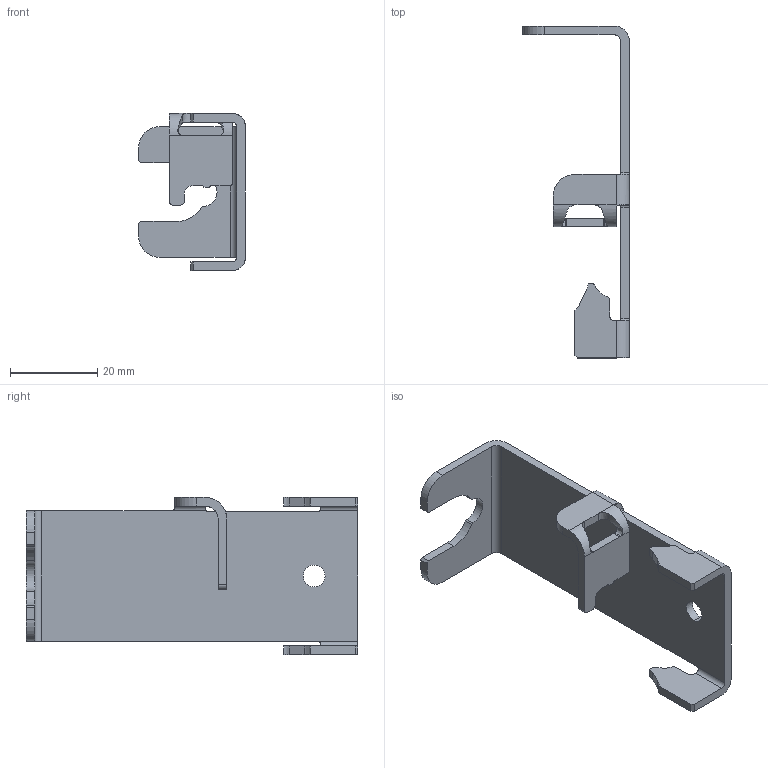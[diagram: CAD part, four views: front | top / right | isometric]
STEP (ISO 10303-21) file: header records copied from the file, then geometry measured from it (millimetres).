
FILE_DESCRIPTION(('CoCreate Modeling STEP Export'),'2;1');
FILE_NAME('6015326.stp','2016-08-23T11:31:14',(''),(''),'CoCreate Modeling STEP processor for AP214 (Solid Model)','CoCreate Modeling 16.00D 29-May-2009 (C) Parametric Technology GmbH','');
FILE_SCHEMA(('AUTOMOTIVE_DESIGN { 1 0 10303 214 1 1 1 1 }'));
Length unit declared in the file: millimetre
Products named in the file (1): Seitenhalter-universal
Bounding box: 24.5 x 76 x 36 mm (x, y, z)
Volume: 6668.1 mm3; surface area: 7617.6 mm2
Topology: 1 solids, 1 shells, 104 faces, 296 edges, 192 vertices
Faces by surface type: plane 49, cylinder 44, bspline 11
Entity records: 5871 total; most frequent: CARTESIAN_POINT 3112, ORIENTED_EDGE 592, DIRECTION 518, EDGE_CURVE 296, VERTEX_POINT 192, VECTOR 180, LINE 180, AXIS2_PLACEMENT_3D 169
